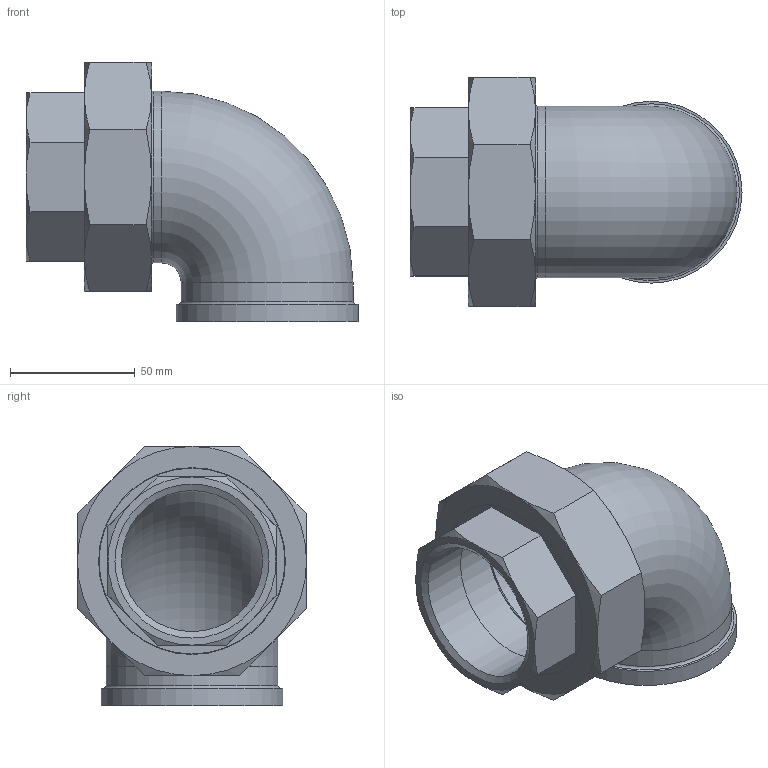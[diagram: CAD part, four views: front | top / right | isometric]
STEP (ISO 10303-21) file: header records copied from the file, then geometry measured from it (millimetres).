
FILE_DESCRIPTION(/* description */ (''),/* implementation_level */ '2;1');
FILE_NAME(/* name */ '3D_R512-DN50_171921350.stp',/* time_stamp */ '2021-07-21T09:49:03+02:00',/* author */ ('cad'),/* organization */ (''),/* preprocessor_version */ 'ST-DEVELOPER v18.1',/* originating_system */ 'Autodesk Inventor 2022',/* authorisation */ '');
FILE_SCHEMA (('AUTOMOTIVE_DESIGN { 1 0 10303 214 3 1 1 }'));
Length unit declared in the file: millimetre
Products named in the file (4): 3D_R512-DN50_171921350; Mutter-DN50; Einschraubteil-R512-DN50; Einlegeteil-R512-DN50
Assembly tree (3 placements, depth 2):
  3D_R512-DN50_171921350
    Mutter-DN50
    Einschraubteil-R512-DN50
    Einlegeteil-R512-DN50
Bounding box: 133.3 x 92 x 104 mm (x, y, z)
Volume: 214721.5 mm3; surface area: 86919.3 mm2
Topology: 3 solids, 3 shells, 82 faces, 177 edges, 110 vertices
Faces by surface type: cone 32, plane 30, cylinder 12, torus 5, bspline 2, sphere 1
Full cylindrical faces by diameter (mm): 56.656 x2, 61 x1, 62 x1, 69 x2, 73 x1, 74.6 x1, 75 x1, 79.1 x1, 79.835 x1, 82 x1
Entity records: 2838 total; most frequent: CARTESIAN_POINT 993, DIRECTION 376, ORIENTED_EDGE 354, EDGE_CURVE 177, AXIS2_PLACEMENT_3D 166, VERTEX_POINT 110, EDGE_LOOP 97, FACE_OUTER_BOUND 82
